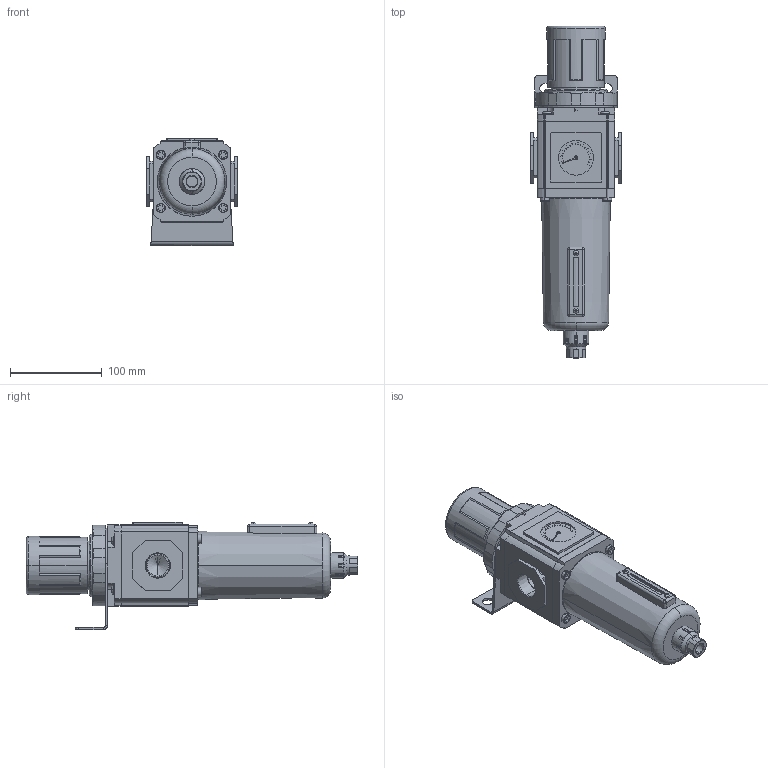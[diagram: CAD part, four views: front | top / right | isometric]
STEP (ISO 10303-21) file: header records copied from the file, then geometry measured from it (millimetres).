
FILE_DESCRIPTION (( 'STEP AP203' ), '1' );
FILE_NAME ('AFR-6633-A.step', '2015-11-09T22:40:05', ( '' ), ( '' ), 'SwSTEP 2.0', 'SolidWorks 2015', '' );
FILE_SCHEMA (( 'CONFIG_CONTROL_DESIGN' ));
Length unit declared in the file: millimetre
Products named in the file (1): AFR-6633-A
Bounding box: 99 x 362.7 x 117 mm (x, y, z)
Volume: 1685962.5 mm3; surface area: 184624.9 mm2
Topology: 16 solids, 16 shells, 703 faces, 1753 edges, 1122 vertices
Faces by surface type: plane 439, cylinder 175, torus 42, cone 37, sphere 8, bspline 2
Entity records: 21494 total; most frequent: CARTESIAN_POINT 4705, ORIENTED_EDGE 3482, DIRECTION 3405, EDGE_CURVE 1741, AXIS2_PLACEMENT_3D 1162, VERTEX_POINT 1122, VECTOR 1081, LINE 1081
